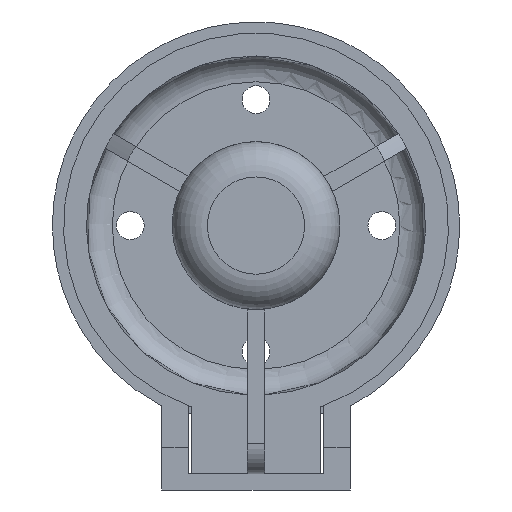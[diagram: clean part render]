
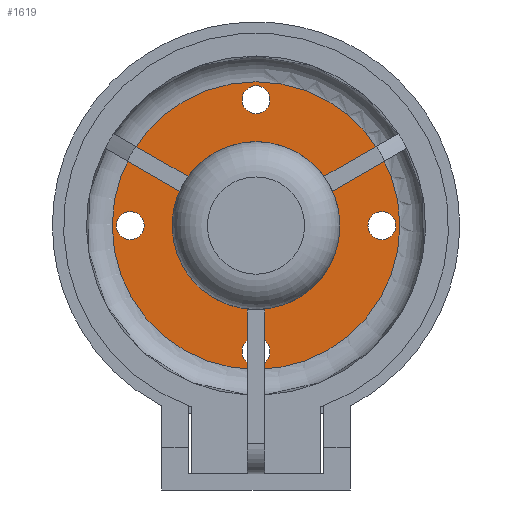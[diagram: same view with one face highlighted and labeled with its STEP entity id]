
A CAD part, front view. The second image highlights one B-rep face of the part: STEP entity #1619.
In plain terms, the highlighted planar face has unit normal (0, -1, 0).
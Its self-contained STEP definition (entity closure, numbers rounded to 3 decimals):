
#84=FACE_BOUND('',#339,.T.);
#85=FACE_BOUND('',#340,.T.);
#86=FACE_BOUND('',#341,.T.);
#87=FACE_BOUND('',#342,.T.);
#147=PLANE('',#1837);
#226=FACE_OUTER_BOUND('',#338,.T.);
#338=EDGE_LOOP('',(#1342));
#339=EDGE_LOOP('',(#1343));
#340=EDGE_LOOP('',(#1344));
#341=EDGE_LOOP('',(#1345));
#342=EDGE_LOOP('',(#1346));
#682=CIRCLE('',#1836,26.852);
#683=CIRCLE('',#1838,2.61);
#684=CIRCLE('',#1839,2.61);
#685=CIRCLE('',#1840,2.61);
#686=CIRCLE('',#1841,2.61);
#799=VERTEX_POINT('',#2724);
#800=VERTEX_POINT('',#2728);
#801=VERTEX_POINT('',#2730);
#802=VERTEX_POINT('',#2732);
#803=VERTEX_POINT('',#2734);
#991=EDGE_CURVE('',#799,#799,#682,.T.);
#992=EDGE_CURVE('',#800,#800,#683,.T.);
#993=EDGE_CURVE('',#801,#801,#684,.T.);
#994=EDGE_CURVE('',#802,#802,#685,.T.);
#995=EDGE_CURVE('',#803,#803,#686,.T.);
#1342=ORIENTED_EDGE('',*,*,#991,.F.);
#1343=ORIENTED_EDGE('',*,*,#992,.F.);
#1344=ORIENTED_EDGE('',*,*,#993,.F.);
#1345=ORIENTED_EDGE('',*,*,#994,.F.);
#1346=ORIENTED_EDGE('',*,*,#995,.F.);
#1619=ADVANCED_FACE('',(#226,#84,#85,#86,#87),#147,.F.);
#1836=AXIS2_PLACEMENT_3D('',#2726,#2239,#2240);
#1837=AXIS2_PLACEMENT_3D('',#2727,#2241,#2242);
#1838=AXIS2_PLACEMENT_3D('',#2729,#2243,#2244);
#1839=AXIS2_PLACEMENT_3D('',#2731,#2245,#2246);
#1840=AXIS2_PLACEMENT_3D('',#2733,#2247,#2248);
#1841=AXIS2_PLACEMENT_3D('',#2735,#2249,#2250);
#2239=DIRECTION('center_axis',(0.,1.,0.));
#2240=DIRECTION('ref_axis',(1.,0.,0.));
#2241=DIRECTION('center_axis',(0.,1.,0.));
#2242=DIRECTION('ref_axis',(1.,0.,0.));
#2243=DIRECTION('center_axis',(0.,-1.,0.));
#2244=DIRECTION('ref_axis',(1.,0.,0.));
#2245=DIRECTION('center_axis',(0.,-1.,0.));
#2246=DIRECTION('ref_axis',(0.,0.,1.));
#2247=DIRECTION('center_axis',(0.,-1.,0.));
#2248=DIRECTION('ref_axis',(0.,0.,-1.));
#2249=DIRECTION('center_axis',(0.,-1.,0.));
#2250=DIRECTION('ref_axis',(-1.,0.,0.));
#2724=CARTESIAN_POINT('',(0.,93.72,26.852));
#2726=CARTESIAN_POINT('Origin',(0.,93.72,0.));
#2727=CARTESIAN_POINT('Origin',(0.,93.72,0.));
#2728=CARTESIAN_POINT('',(-2.61,93.72,23.5));
#2729=CARTESIAN_POINT('Origin',(0.,93.72,23.5));
#2730=CARTESIAN_POINT('',(-23.5,93.72,-2.61));
#2731=CARTESIAN_POINT('Origin',(-23.5,93.72,0.));
#2732=CARTESIAN_POINT('',(23.5,93.72,2.61));
#2733=CARTESIAN_POINT('Origin',(23.5,93.72,0.));
#2734=CARTESIAN_POINT('',(2.61,93.72,-23.5));
#2735=CARTESIAN_POINT('Origin',(0.,93.72,-23.5));
